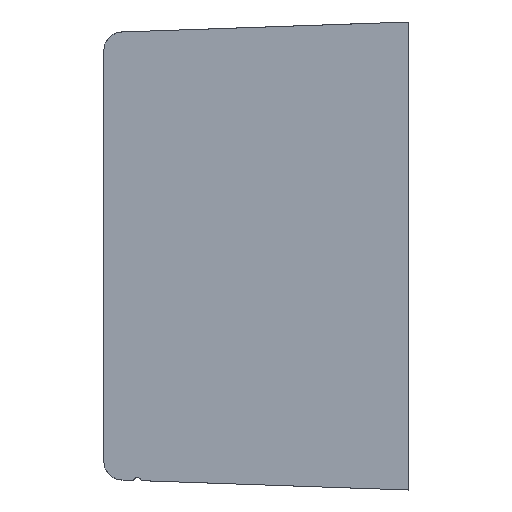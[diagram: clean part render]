
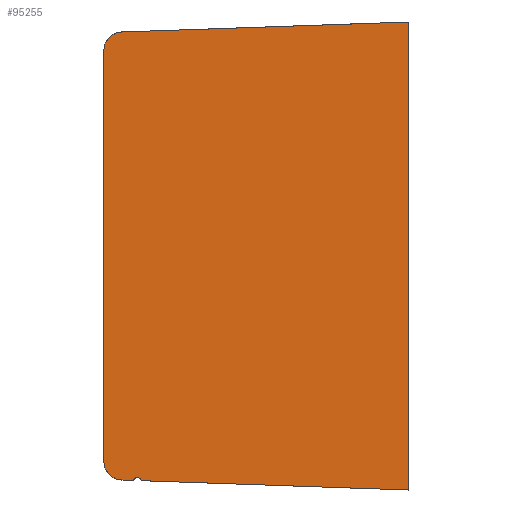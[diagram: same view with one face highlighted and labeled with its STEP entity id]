
A CAD part, left-side view. The second image highlights one B-rep face of the part: STEP entity #95255.
In plain terms, the highlighted planar face has unit normal (-1, 0, 0).
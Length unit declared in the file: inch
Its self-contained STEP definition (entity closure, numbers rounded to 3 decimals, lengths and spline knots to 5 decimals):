
#833 = VECTOR ( 'NONE', #71106, 39.37008 ) ;
#1532 = DIRECTION ( 'NONE',  ( 0., -1., 0. ) ) ;
#6077 = VECTOR ( 'NONE', #8576, 39.37008 ) ;
#7253 = VECTOR ( 'NONE', #67123, 39.37008 ) ;
#7590 = VERTEX_POINT ( 'NONE', #46001 ) ;
#8576 = DIRECTION ( 'NONE',  ( 0., -0.999, -0.035 ) ) ;
#8900 = LINE ( 'NONE', #89517, #6077 ) ;
#9062 = CARTESIAN_POINT ( 'NONE',  ( -0.9935, 2.93311, -2.39757 ) ) ;
#13726 = VERTEX_POINT ( 'NONE', #32026 ) ;
#14938 = LINE ( 'NONE', #110217, #63104 ) ;
#15533 = CARTESIAN_POINT ( 'NONE',  ( -0.9935, 3.05, -2.19337 ) ) ;
#17677 = EDGE_CURVE ( 'NONE', #7590, #51366, #14938, .T. ) ;
#18013 = LINE ( 'NONE', #47478, #111313 ) ;
#18541 = EDGE_CURVE ( 'NONE', #13726, #68846, #66962, .T. ) ;
#20517 = AXIS2_PLACEMENT_3D ( 'NONE', #15533, #78783, #24656 ) ;
#20662 = DIRECTION ( 'NONE',  ( -1., 0., 0. ) ) ;
#21284 = AXIS2_PLACEMENT_3D ( 'NONE', #74733, #20662, #83836 ) ;
#24656 = DIRECTION ( 'NONE',  ( 0., 1., 0. ) ) ;
#24858 = LINE ( 'NONE', #97956, #833 ) ;
#25058 = VERTEX_POINT ( 'NONE', #45857 ) ;
#32026 = CARTESIAN_POINT ( 'NONE',  ( -0.9935, 3.25, -2.19337 ) ) ;
#34371 = DIRECTION ( 'NONE',  ( 1., 0., 0. ) ) ;
#37791 = EDGE_CURVE ( 'NONE', #25058, #53131, #18013, .T. ) ;
#45041 = VERTEX_POINT ( 'NONE', #9062 ) ;
#45857 = CARTESIAN_POINT ( 'NONE',  ( -0.9935, 2.84799, -2.40055 ) ) ;
#46001 = CARTESIAN_POINT ( 'NONE',  ( -0.9935, 3.05698, 2.39325 ) ) ;
#47478 = CARTESIAN_POINT ( 'NONE',  ( -0.9935, 3.42043, -2.38056 ) ) ;
#49351 = CARTESIAN_POINT ( 'NONE',  ( -0.9935, 0., 2.5 ) ) ;
#51318 = CARTESIAN_POINT ( 'NONE',  ( -0.9935, 3.05698, -2.39325 ) ) ;
#51366 = VERTEX_POINT ( 'NONE', #115305 ) ;
#52531 = VERTEX_POINT ( 'NONE', #52555 ) ;
#52555 = CARTESIAN_POINT ( 'NONE',  ( -0.9935, 3.25, 2.19337 ) ) ;
#53131 = VERTEX_POINT ( 'NONE', #57487 ) ;
#55167 = EDGE_CURVE ( 'NONE', #25058, #45041, #69887, .T. ) ;
#55734 = DIRECTION ( 'NONE',  ( -1., 0., 0. ) ) ;
#57487 = CARTESIAN_POINT ( 'NONE',  ( -0.9935, 0., -2.5 ) ) ;
#63104 = VECTOR ( 'NONE', #82956, 39.37008 ) ;
#64137 = ORIENTED_EDGE ( 'NONE', *, *, #81726, .T. ) ;
#66962 = CIRCLE ( 'NONE', #20517, 0.2 ) ;
#67123 = DIRECTION ( 'NONE',  ( 0., 0., -1. ) ) ;
#68846 = VERTEX_POINT ( 'NONE', #51318 ) ;
#69616 = ORIENTED_EDGE ( 'NONE', *, *, #17677, .F. ) ;
#69887 = CIRCLE ( 'NONE', #73523, 0.045 ) ;
#71106 = DIRECTION ( 'NONE',  ( 0., 0., -1. ) ) ;
#73523 = AXIS2_PLACEMENT_3D ( 'NONE', #109763, #55734, #1532 ) ;
#74733 = CARTESIAN_POINT ( 'NONE',  ( -0.9935, 3.05, 2.19337 ) ) ;
#78783 = DIRECTION ( 'NONE',  ( -1., 0., 0. ) ) ;
#79307 = LINE ( 'NONE', #49351, #7253 ) ;
#80061 = EDGE_LOOP ( 'NONE', ( #101822, #99067, #69616, #64137, #103772, #101057, #95503, #104511 ) ) ;
#81726 = EDGE_CURVE ( 'NONE', #7590, #52531, #83447, .T. ) ;
#82956 = DIRECTION ( 'NONE',  ( 0., -0.999, 0.035 ) ) ;
#83447 = CIRCLE ( 'NONE', #21284, 0.2 ) ;
#83836 = DIRECTION ( 'NONE',  ( 0., 1., 0. ) ) ;
#86355 = EDGE_CURVE ( 'NONE', #68846, #45041, #8900, .T. ) ;
#88398 = CARTESIAN_POINT ( 'NONE',  ( -0.9935, 3.25, 2.5 ) ) ;
#89517 = CARTESIAN_POINT ( 'NONE',  ( -0.9935, 3.42043, -2.38056 ) ) ;
#95255 = ADVANCED_FACE ( 'NONE', ( #105543 ), #105795, .F. ) ;
#95503 = ORIENTED_EDGE ( 'NONE', *, *, #86355, .T. ) ;
#97037 = EDGE_CURVE ( 'NONE', #51366, #53131, #79307, .T. ) ;
#97488 = DIRECTION ( 'NONE',  ( 0., 1., 0. ) ) ;
#97956 = CARTESIAN_POINT ( 'NONE',  ( -0.9935, 3.25, 2.5 ) ) ;
#99067 = ORIENTED_EDGE ( 'NONE', *, *, #97037, .F. ) ;
#101057 = ORIENTED_EDGE ( 'NONE', *, *, #18541, .T. ) ;
#101519 = DIRECTION ( 'NONE',  ( 0., -0.999, -0.035 ) ) ;
#101822 = ORIENTED_EDGE ( 'NONE', *, *, #37791, .T. ) ;
#103772 = ORIENTED_EDGE ( 'NONE', *, *, #106087, .T. ) ;
#104511 = ORIENTED_EDGE ( 'NONE', *, *, #55167, .F. ) ;
#105543 = FACE_OUTER_BOUND ( 'NONE', #80061, .T. ) ;
#105795 = PLANE ( 'NONE',  #113404 ) ;
#106087 = EDGE_CURVE ( 'NONE', #52531, #13726, #24858, .T. ) ;
#109763 = CARTESIAN_POINT ( 'NONE',  ( -0.9935, 2.89106, -2.41359 ) ) ;
#110217 = CARTESIAN_POINT ( 'NONE',  ( -0.9935, 3.24604, 2.38665 ) ) ;
#111313 = VECTOR ( 'NONE', #101519, 39.37008 ) ;
#113404 = AXIS2_PLACEMENT_3D ( 'NONE', #88398, #34371, #97488 ) ;
#115305 = CARTESIAN_POINT ( 'NONE',  ( -0.9935, 0., 2.5 ) ) ;
